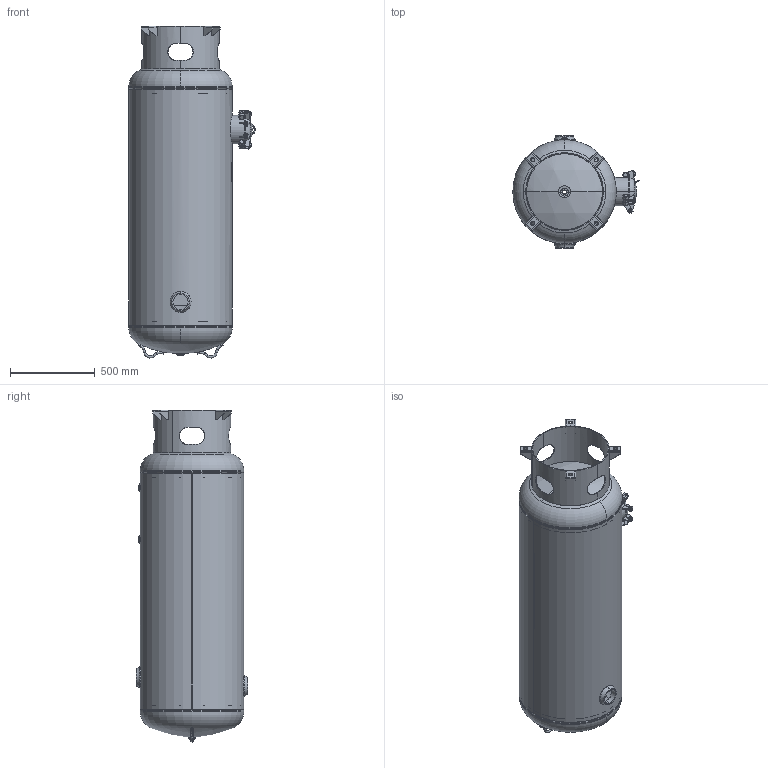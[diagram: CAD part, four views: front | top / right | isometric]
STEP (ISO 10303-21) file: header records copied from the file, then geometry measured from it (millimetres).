
FILE_DESCRIPTION (( 'STEP AP203' ), '1' );
FILE_NAME ('300958.STEP', '2012-03-05T20:46:39', ( '' ), ( '' ), 'SwSTEP 2.0', 'SolidWorks 2011', '' );
FILE_SCHEMA (( 'CONFIG_CONTROL_DESIGN' ));
Length unit declared in the file: inch
Products named in the file (1): 300958
Bounding box: 744.88 x 660.4 x 1957.67 mm (x, y, z)
Surface area: 7643548.7 mm2 (no closed solid volume)
Topology: 0 solids, 79 shells, 479 faces, 1316 edges, 891 vertices
Faces by surface type: plane 233, cylinder 129, torus 58, cone 29, bspline 22, sphere 8
Full cylindrical faces by diameter (mm): 600.405 x1, 609.6 x1
Entity records: 23456 total; most frequent: CARTESIAN_POINT 11353, DIRECTION 2613, ORIENTED_EDGE 2164, EDGE_CURVE 1316, AXIS2_PLACEMENT_3D 1037, VERTEX_POINT 891, CIRCLE 579, EDGE_LOOP 554
